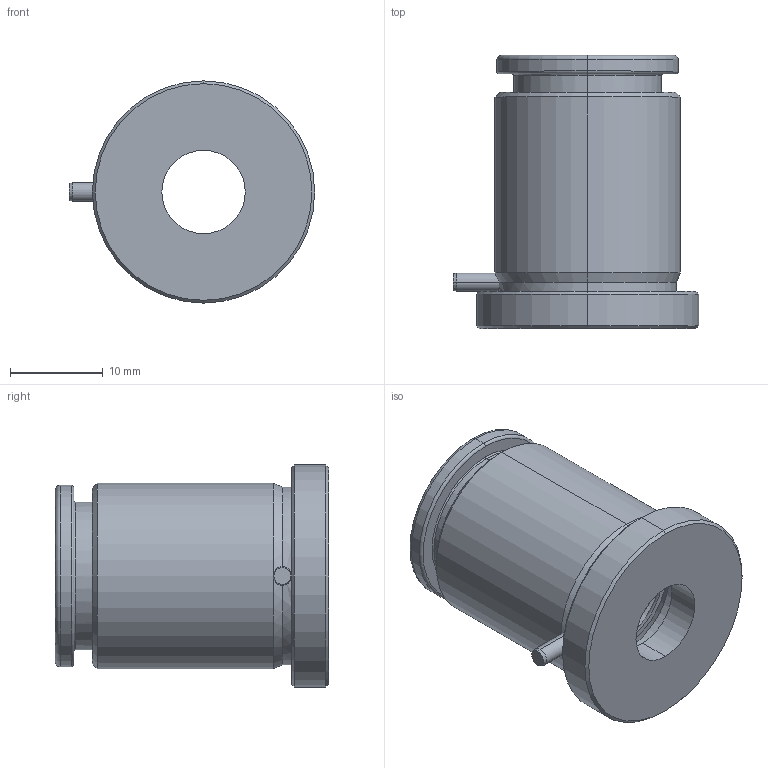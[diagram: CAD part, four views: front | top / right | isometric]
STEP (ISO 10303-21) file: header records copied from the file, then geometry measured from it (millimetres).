
FILE_DESCRIPTION (( 'STEP AP214' ), '1' );
FILE_NAME ('BA122024.STEP', '2013-06-20T10:58:38', ( '' ), ( '' ), 'SwSTEP 2.0', 'SolidWorks 2011', '' );
FILE_SCHEMA (( 'AUTOMOTIVE_DESIGN' ));
Length unit declared in the file: millimetre
Products named in the file (6): 1Casq_pulsador-12L_Pulsador_12; 1muelle12-comp AE12; 9BA122024_9BA.122024; 1bola238; BA122024; Parallel Pin Unhardened_DIN_Parallel Pin ISO 2338 - 2 h6 x 10 - St
Assembly tree (16 placements, depth 2):
  BA122024
    1bola238  x12
    Parallel Pin Unhardened_DIN_Parallel Pin ISO 2338 - 2 h6 x 10 - St
    9BA122024_9BA.122024
    1Casq_pulsador-12L_Pulsador_12
    1muelle12-comp AE12
Bounding box: 26.5 x 29.5 x 24 mm (x, y, z)
Volume: 5791 mm3; surface area: 6550.9 mm2
Topology: 16 solids, 16 shells, 223 faces, 607 edges, 378 vertices
Faces by surface type: cylinder 89, cone 71, sphere 24, torus 21, plane 16, bspline 2
Entity records: 8352 total; most frequent: CARTESIAN_POINT 3259, ORIENTED_EDGE 1050, DIRECTION 994, EDGE_CURVE 525, AXIS2_PLACEMENT_3D 433, VERTEX_POINT 320, EDGE_LOOP 221, CIRCLE 215
